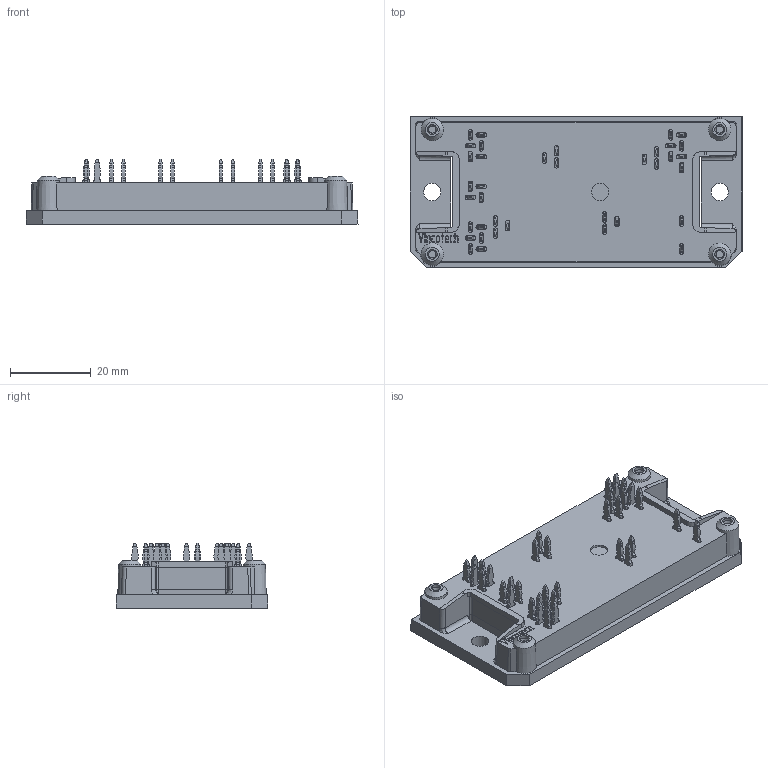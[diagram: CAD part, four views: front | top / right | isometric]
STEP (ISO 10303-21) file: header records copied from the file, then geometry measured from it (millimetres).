
FILE_DESCRIPTION(/* description */ ('Unknown'),/* implementation_level */ '2;1');
FILE_NAME(/* name */ 'Flow1-4T12Y-M130-01-OL',/* time_stamp */ '2015-11-06T11:58:58+01:00',/* author */ ('Unknown'),/* organization */ ('Unknown'),/* preprocessor_version */ 'ST-DEVELOPER v16',/* originating_system */ 'DEX',/* authorisation */ $);
FILE_SCHEMA (('AUTOMOTIVE_DESIGN {1 0 10303 214 3 1 1}'));
Length unit declared in the file: millimetre
Products named in the file (1): Flow1-4T12Y-M130-01-OL
Bounding box: 82 x 37.4 x 16.23 mm (x, y, z)
Volume: 25941.9 mm3; surface area: 11489 mm2
Topology: 1 solids, 1 shells, 1146 faces, 3138 edges, 2086 vertices
Faces by surface type: plane 759, cylinder 349, bspline 22, cone 16
Full cylindrical faces by diameter (mm): 2.4 x4, 4.3 x3
Entity records: 44930 total; most frequent: CARTESIAN_POINT 7406, ORIENTED_EDGE 6190, DIRECTION 6023, EDGE_CURVE 3095, LINE 2313, VECTOR 2313, VERTEX_POINT 2068, AXIS2_PLACEMENT_3D 1855
